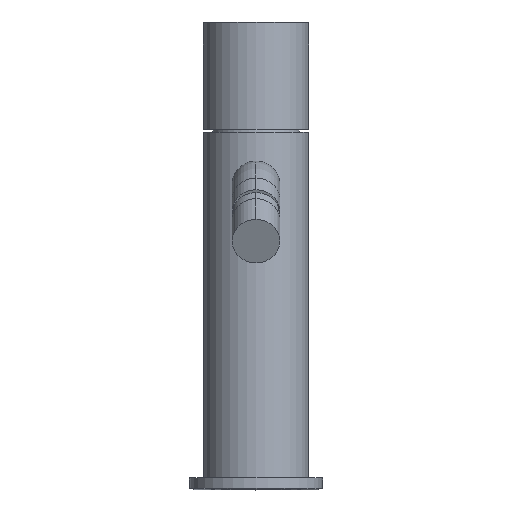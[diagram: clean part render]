
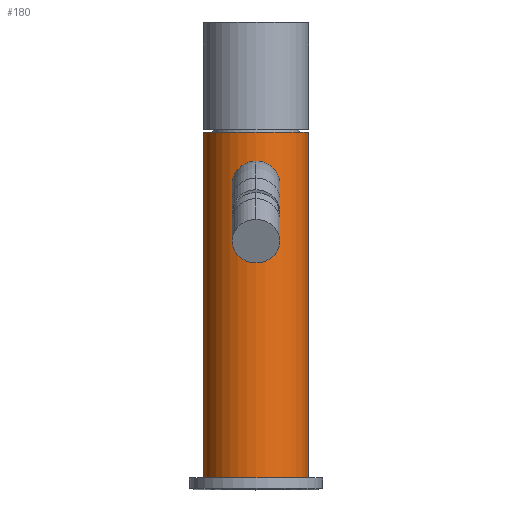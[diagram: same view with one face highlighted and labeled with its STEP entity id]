
A CAD part, top view. The second image highlights one B-rep face of the part: STEP entity #180.
In plain terms, the highlighted cylindrical face has radius 19.75 mm (diameter 39.5 mm), a partial arc.
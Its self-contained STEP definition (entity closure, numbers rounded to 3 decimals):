
#25=CARTESIAN_POINT('',(0.,0.,0.));
#26=DIRECTION('',(0.,-1.,0.));
#27=DIRECTION('',(1.,0.,0.));
#28=AXIS2_PLACEMENT_3D('',#25,#26,#27);
#30=CARTESIAN_POINT('',(0.,130.,0.));
#31=DIRECTION('',(0.,-1.,0.));
#32=DIRECTION('',(1.,0.,0.));
#33=AXIS2_PLACEMENT_3D('',#30,#31,#32);
#40=DIRECTION('',(0.,1.,0.));
#41=VECTOR('',#40,130.);
#42=CARTESIAN_POINT('',(19.75,0.,0.));
#43=LINE('',#42,#41);
#44=DIRECTION('',(0.,1.,0.));
#45=VECTOR('',#44,130.);
#46=CARTESIAN_POINT('',(-19.75,0.,0.));
#47=LINE('',#46,#45);
#148=CARTESIAN_POINT('',(19.75,0.,0.));
#149=CARTESIAN_POINT('',(19.75,130.,0.));
#150=VERTEX_POINT('',#148);
#151=VERTEX_POINT('',#149);
#152=CARTESIAN_POINT('',(-19.75,0.,0.));
#153=CARTESIAN_POINT('',(-19.75,130.,0.));
#154=VERTEX_POINT('',#152);
#155=VERTEX_POINT('',#153);
#165=CARTESIAN_POINT('',(0.,136.5,0.));
#166=DIRECTION('',(0.,-1.,0.));
#167=DIRECTION('',(-1.,0.,0.));
#168=AXIS2_PLACEMENT_3D('',#165,#166,#167);
#169=CYLINDRICAL_SURFACE('',#168,19.75);
#171=ORIENTED_EDGE('',*,*,#170,.F.);
#173=ORIENTED_EDGE('',*,*,#172,.T.);
#175=ORIENTED_EDGE('',*,*,#174,.T.);
#177=ORIENTED_EDGE('',*,*,#176,.F.);
#178=EDGE_LOOP('',(#171,#173,#175,#177));
#179=FACE_OUTER_BOUND('',#178,.F.);
#180=ADVANCED_FACE('',(#179),#169,.T.);
#29=CIRCLE('',#28,19.75);
#34=CIRCLE('',#33,19.75);
#170=EDGE_CURVE('',#150,#151,#43,.T.);
#172=EDGE_CURVE('',#150,#154,#29,.T.);
#174=EDGE_CURVE('',#154,#155,#47,.T.);
#176=EDGE_CURVE('',#151,#155,#34,.T.);
